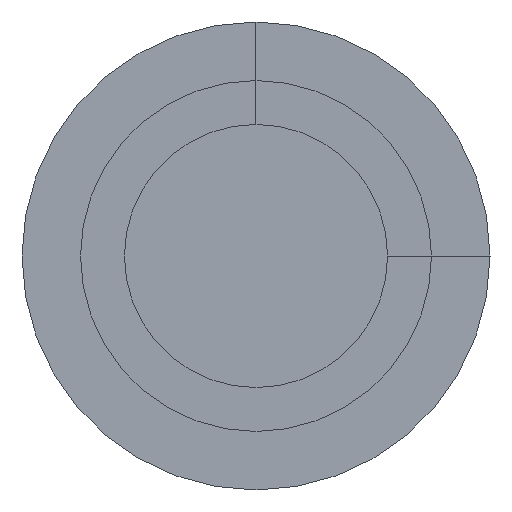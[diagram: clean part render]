
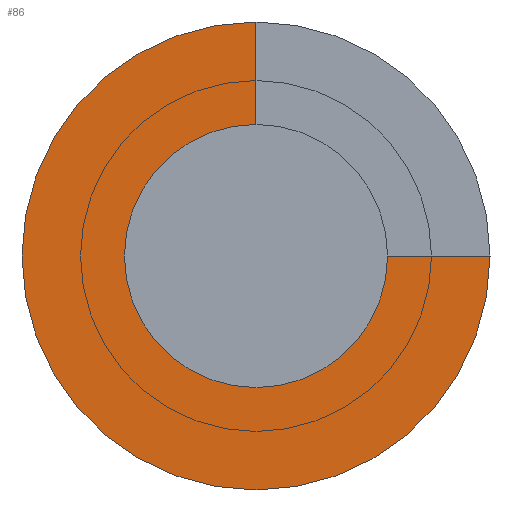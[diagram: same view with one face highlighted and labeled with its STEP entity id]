
A CAD part, left-side view. The second image highlights one B-rep face of the part: STEP entity #86.
In plain terms, the highlighted planar face has unit normal (-1, 0, 0).
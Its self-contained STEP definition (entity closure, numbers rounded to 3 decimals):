
#86=ADVANCED_FACE('',(#111),#104,.F.);
#104=PLANE('',#286);
#111=FACE_OUTER_BOUND('',#121,.T.);
#121=EDGE_LOOP('',(#176,#177,#178,#179));
#150=CIRCLE('',#283,9.);
#151=CIRCLE('',#285,16.);
#176=ORIENTED_EDGE('',*,*,#243,.F.);
#177=ORIENTED_EDGE('',*,*,#244,.F.);
#178=ORIENTED_EDGE('',*,*,#240,.T.);
#179=ORIENTED_EDGE('',*,*,#245,.F.);
#220=VERTEX_POINT('',#412);
#221=VERTEX_POINT('',#413);
#222=VERTEX_POINT('',#418);
#223=VERTEX_POINT('',#419);
#240=EDGE_CURVE('',#220,#221,#150,.T.);
#243=EDGE_CURVE('',#222,#223,#151,.T.);
#244=EDGE_CURVE('',#220,#222,#264,.T.);
#245=EDGE_CURVE('',#223,#221,#265,.T.);
#264=LINE('',#420,#272);
#265=LINE('',#421,#273);
#272=VECTOR('',#338,1.);
#273=VECTOR('',#339,1.);
#283=AXIS2_PLACEMENT_3D('',#411,#330,#331);
#285=AXIS2_PLACEMENT_3D('',#417,#336,#337);
#286=AXIS2_PLACEMENT_3D('',#422,#340,#341);
#330=DIRECTION('',(1.,0.,0.));
#331=DIRECTION('',(0.,-1.,0.));
#336=DIRECTION('',(1.,0.,0.));
#337=DIRECTION('',(0.,-1.,0.));
#338=DIRECTION('',(0.,-1.,0.));
#339=DIRECTION('',(0.,0.,-1.));
#340=DIRECTION('',(1.,0.,0.));
#341=DIRECTION('',(0.,0.,-1.));
#411=CARTESIAN_POINT('',(0.,0.,0.));
#412=CARTESIAN_POINT('',(0.,-9.,0.));
#413=CARTESIAN_POINT('',(0.,0.,9.));
#417=CARTESIAN_POINT('',(0.,0.,0.));
#418=CARTESIAN_POINT('',(0.,-16.,0.));
#419=CARTESIAN_POINT('',(0.,0.,16.));
#420=CARTESIAN_POINT('',(0.,-16.,0.));
#421=CARTESIAN_POINT('',(0.,0.,16.));
#422=CARTESIAN_POINT('',(0.,-16.,0.));
